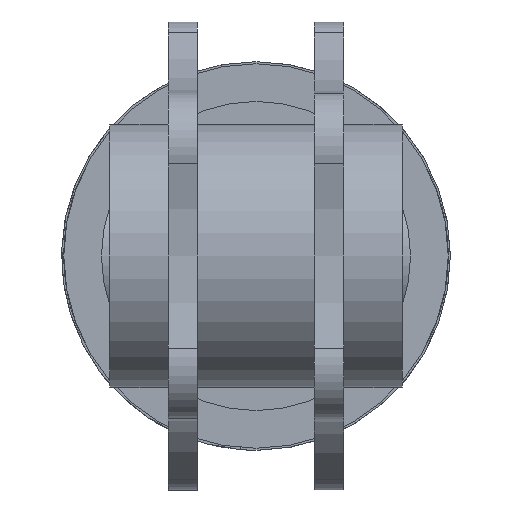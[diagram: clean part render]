
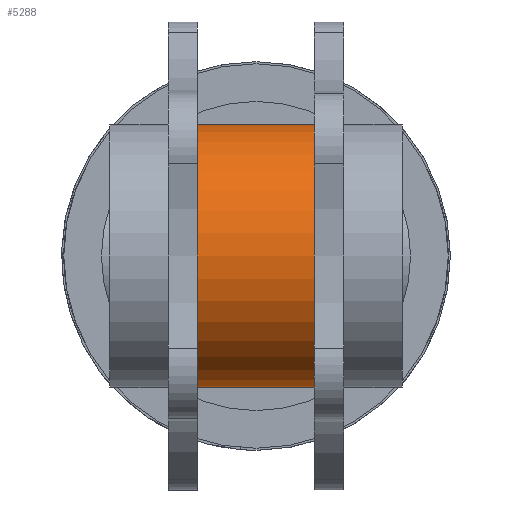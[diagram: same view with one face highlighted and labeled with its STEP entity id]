
A CAD part, left-side view. The second image highlights one B-rep face of the part: STEP entity #5288.
In plain terms, the highlighted cylindrical face has radius 31.5 mm (diameter 63 mm), a partial arc.
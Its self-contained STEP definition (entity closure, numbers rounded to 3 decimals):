
#294 = DIRECTION ( 'NONE',  ( 0., 0., 1. ) ) ;
#544 = VERTEX_POINT ( 'NONE', #1907 ) ;
#577 = ORIENTED_EDGE ( 'NONE', *, *, #5046, .F. ) ;
#839 = ORIENTED_EDGE ( 'NONE', *, *, #1448, .T. ) ;
#858 = LINE ( 'NONE', #2767, #4822 ) ;
#873 = VECTOR ( 'NONE', #1440, 1000. ) ;
#991 = CARTESIAN_POINT ( 'NONE',  ( 0., -14., 31.5 ) ) ;
#1197 = CARTESIAN_POINT ( 'NONE',  ( 0., 14., 0. ) ) ;
#1440 = DIRECTION ( 'NONE',  ( 0., -1., 0. ) ) ;
#1448 = EDGE_CURVE ( 'NONE', #4918, #6140, #858, .T. ) ;
#1469 = VERTEX_POINT ( 'NONE', #991 ) ;
#1529 = DIRECTION ( 'NONE',  ( 0., 0., -1. ) ) ;
#1558 = CIRCLE ( 'NONE', #1955, 31.5 ) ;
#1589 = CARTESIAN_POINT ( 'NONE',  ( 0., -14., 0. ) ) ;
#1864 = DIRECTION ( 'NONE',  ( 0., -1., 0. ) ) ;
#1907 = CARTESIAN_POINT ( 'NONE',  ( 0., 14., 31.5 ) ) ;
#1955 = AXIS2_PLACEMENT_3D ( 'NONE', #1197, #5011, #294 ) ;
#2334 = FACE_OUTER_BOUND ( 'NONE', #5807, .T. ) ;
#2767 = CARTESIAN_POINT ( 'NONE',  ( 0., 35., -31.5 ) ) ;
#2845 = CARTESIAN_POINT ( 'NONE',  ( 0., 14., -31.5 ) ) ;
#2881 = LINE ( 'NONE', #3283, #873 ) ;
#3283 = CARTESIAN_POINT ( 'NONE',  ( 0., 35., 31.5 ) ) ;
#3360 = EDGE_CURVE ( 'NONE', #4918, #544, #1558, .T. ) ;
#3377 = CARTESIAN_POINT ( 'NONE',  ( 0., -14., -31.5 ) ) ;
#4192 = AXIS2_PLACEMENT_3D ( 'NONE', #1589, #5406, #1529 ) ;
#4245 = CYLINDRICAL_SURFACE ( 'NONE', #5573, 31.5 ) ;
#4401 = CIRCLE ( 'NONE', #4192, 31.5 ) ;
#4478 = EDGE_CURVE ( 'NONE', #544, #1469, #2881, .T. ) ;
#4588 = ORIENTED_EDGE ( 'NONE', *, *, #4478, .F. ) ;
#4675 = DIRECTION ( 'NONE',  ( 0., -1., 0. ) ) ;
#4681 = CARTESIAN_POINT ( 'NONE',  ( 0., 35., 0. ) ) ;
#4822 = VECTOR ( 'NONE', #4675, 1000. ) ;
#4918 = VERTEX_POINT ( 'NONE', #2845 ) ;
#5011 = DIRECTION ( 'NONE',  ( 0., 1., 0. ) ) ;
#5046 = EDGE_CURVE ( 'NONE', #1469, #6140, #4401, .T. ) ;
#5288 = ADVANCED_FACE ( 'NONE', ( #2334 ), #4245, .T. ) ;
#5406 = DIRECTION ( 'NONE',  ( 0., -1., 0. ) ) ;
#5573 = AXIS2_PLACEMENT_3D ( 'NONE', #4681, #1864, #5672 ) ;
#5672 = DIRECTION ( 'NONE',  ( 0., 0., -1. ) ) ;
#5807 = EDGE_LOOP ( 'NONE', ( #4588, #6112, #839, #577 ) ) ;
#6112 = ORIENTED_EDGE ( 'NONE', *, *, #3360, .F. ) ;
#6140 = VERTEX_POINT ( 'NONE', #3377 ) ;
